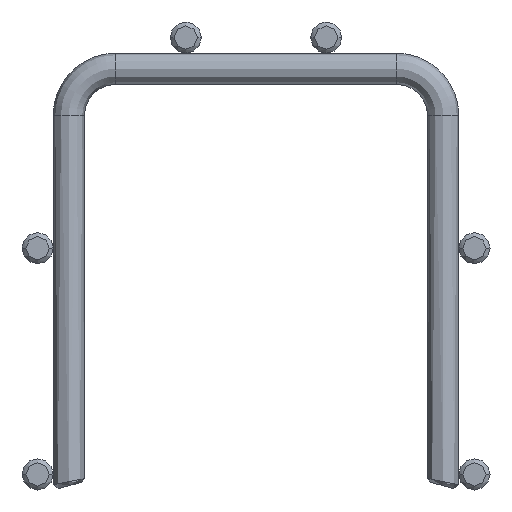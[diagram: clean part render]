
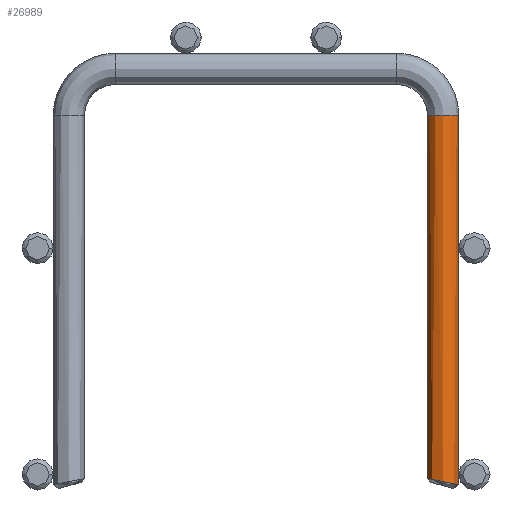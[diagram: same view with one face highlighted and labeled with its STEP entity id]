
A CAD part, front view. The second image highlights one B-rep face of the part: STEP entity #26989.
In plain terms, the highlighted cylindrical face has radius 2 mm (diameter 4 mm), a partial arc.
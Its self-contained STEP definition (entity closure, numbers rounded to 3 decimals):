
#26599=DIRECTION('',(0.,0.,-1.));
#26600=VECTOR('',#26599,46.545);
#26601=CARTESIAN_POINT('',(22.,-3002.,-8.));
#26602=LINE('',#26601,#26600);
#26603=CARTESIAN_POINT('',(22.,-3002.,-54.545));
#26604=CARTESIAN_POINT('',(22.,-3002.122,-54.545));
#26605=CARTESIAN_POINT('',(22.022,-3002.365,
-54.549));
#26606=CARTESIAN_POINT('',(22.122,-3002.719,
-54.569));
#26607=CARTESIAN_POINT('',(22.284,-3003.049,
-54.602));
#26608=CARTESIAN_POINT('',(22.505,-3003.346,
-54.646));
#26609=CARTESIAN_POINT('',(22.778,-3003.598,
-54.701));
#26610=CARTESIAN_POINT('',(23.095,-3003.796,
-54.764));
#26611=CARTESIAN_POINT('',(23.443,-3003.933,
-54.835));
#26612=CARTESIAN_POINT('',(23.812,-3004.003,
-54.909));
#26613=CARTESIAN_POINT('',(24.188,-3004.003,
-54.984));
#26614=CARTESIAN_POINT('',(24.557,-3003.933,
-55.058));
#26615=CARTESIAN_POINT('',(24.906,-3003.796,
-55.128));
#26616=CARTESIAN_POINT('',(25.222,-3003.598,
-55.192));
#26617=CARTESIAN_POINT('',(25.495,-3003.346,
-55.247));
#26618=CARTESIAN_POINT('',(25.716,-3003.049,
-55.291));
#26619=CARTESIAN_POINT('',(25.879,-3002.718,
-55.324));
#26620=CARTESIAN_POINT('',(25.978,-3002.365,
-55.344));
#26621=CARTESIAN_POINT('',(26.,-3002.122,-55.348));
#26622=CARTESIAN_POINT('',(26.,-3002.,-55.348));
#26624=CARTESIAN_POINT('',(24.,-3002.,-8.));
#26625=DIRECTION('',(0.,0.,-1.));
#26626=DIRECTION('',(1.,0.,0.));
#26627=AXIS2_PLACEMENT_3D('',#26624,#26625,#26626);
#26629=DIRECTION('',(0.,0.,-1.));
#26630=VECTOR('',#26629,47.348);
#26631=CARTESIAN_POINT('',(26.,-3002.,-8.));
#26632=LINE('',#26631,#26630);
#26849=CARTESIAN_POINT('',(22.,-3002.,-8.));
#26850=CARTESIAN_POINT('',(26.,-3002.,-8.));
#26851=VERTEX_POINT('',#26849);
#26852=VERTEX_POINT('',#26850);
#26857=VERTEX_POINT('',#26603);
#26858=VERTEX_POINT('',#26622);
#26976=CARTESIAN_POINT('',(24.,-3002.,-8.));
#26977=DIRECTION('',(0.,0.,-1.));
#26978=DIRECTION('',(-1.,0.,0.));
#26979=AXIS2_PLACEMENT_3D('',#26976,#26977,#26978);
#26980=CYLINDRICAL_SURFACE('',#26979,2.);
#26982=ORIENTED_EDGE('',*,*,#26981,.F.);
#26983=ORIENTED_EDGE('',*,*,#26971,.F.);
#26985=ORIENTED_EDGE('',*,*,#26984,.F.);
#26986=ORIENTED_EDGE('',*,*,#26967,.T.);
#26987=EDGE_LOOP('',(#26982,#26983,#26985,#26986));
#26988=FACE_OUTER_BOUND('',#26987,.F.);
#26989=ADVANCED_FACE('',(#26988),#26980,.T.);
#26623=B_SPLINE_CURVE_WITH_KNOTS('',3,(#26603,#26604,#26605,#26606,#26607,
#26608,#26609,#26610,#26611,#26612,#26613,#26614,#26615,#26616,#26617,#26618,
#26619,#26620,#26621,#26622),.UNSPECIFIED.,.F.,.F.,(4,1,1,1,1,1,1,1,1,1,1,1,1,1,
1,1,1,4),(0.,0.059,0.118,0.176,
0.235,0.294,0.353,0.412,
0.471,0.529,0.588,0.647,
0.706,0.765,0.824,0.882,
0.941,1.),.UNSPECIFIED.);
#26628=CIRCLE('',#26627,2.);
#26967=EDGE_CURVE('',#26852,#26858,#26632,.T.);
#26971=EDGE_CURVE('',#26851,#26857,#26602,.T.);
#26981=EDGE_CURVE('',#26857,#26858,#26623,.T.);
#26984=EDGE_CURVE('',#26852,#26851,#26628,.T.);
